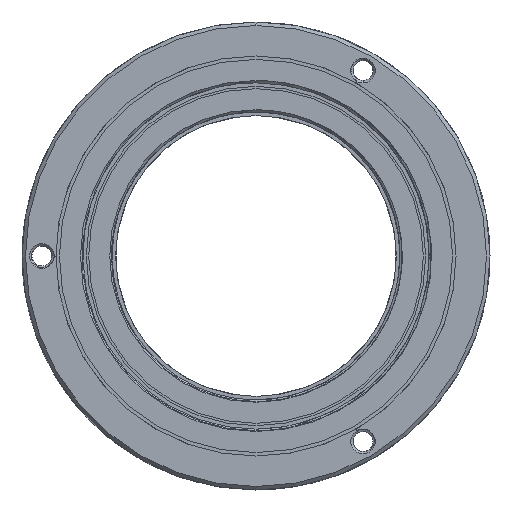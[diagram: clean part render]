
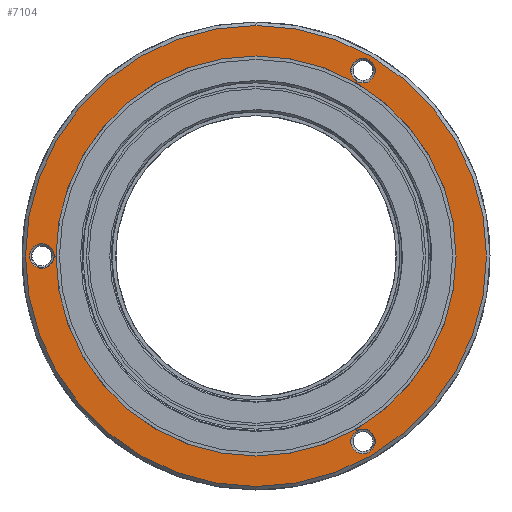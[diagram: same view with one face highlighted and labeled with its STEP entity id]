
A CAD part, left-side view. The second image highlights one B-rep face of the part: STEP entity #7104.
In plain terms, the highlighted planar face has unit normal (-1, 0, 0).
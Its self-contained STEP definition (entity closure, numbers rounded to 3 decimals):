
#41 = CARTESIAN_POINT ( 'NONE',  ( 9., 0., 19.7 ) ) ;
#1246 = DIRECTION ( 'NONE',  ( 0., 0., -1. ) ) ;
#2105 = CARTESIAN_POINT ( 'NONE',  ( 9., 18.3, 1.05 ) ) ;
#2185 = CIRCLE ( 'NONE', #20218, 17.1 ) ;
#2521 = CARTESIAN_POINT ( 'NONE',  ( 9., -9.15, -14.798 ) ) ;
#3880 = AXIS2_PLACEMENT_3D ( 'NONE', #14720, #24835, #21148 ) ;
#3978 = CIRCLE ( 'NONE', #29451, 1.05 ) ;
#4116 = CARTESIAN_POINT ( 'NONE',  ( 9., -9.15, 16.898 ) ) ;
#4560 = CARTESIAN_POINT ( 'NONE',  ( 9., 20., 0. ) ) ;
#4830 = ORIENTED_EDGE ( 'NONE', *, *, #6687, .T. ) ;
#5262 = CARTESIAN_POINT ( 'NONE',  ( 9., -9.15, -15.848 ) ) ;
#5636 = DIRECTION ( 'NONE',  ( 0., 0., -1. ) ) ;
#5857 = EDGE_CURVE ( 'NONE', #26615, #30538, #19704, .T. ) ;
#6494 = EDGE_CURVE ( 'NONE', #19442, #14729, #11213, .T. ) ;
#6687 = EDGE_CURVE ( 'NONE', #30538, #26615, #21329, .T. ) ;
#6742 = CARTESIAN_POINT ( 'NONE',  ( 9., -9.15, 15.848 ) ) ;
#6947 = CIRCLE ( 'NONE', #13840, 19.7 ) ;
#7104 = ADVANCED_FACE ( 'NONE', ( #22803, #17672, #30638, #30135, #9851 ), #27959, .F. ) ;
#7502 = DIRECTION ( 'NONE',  ( 0., 0., 1. ) ) ;
#7874 = DIRECTION ( 'NONE',  ( 1., 0., 0. ) ) ;
#7995 = EDGE_CURVE ( 'NONE', #16467, #27610, #27343, .T. ) ;
#8047 = EDGE_LOOP ( 'NONE', ( #11384, #20645 ) ) ;
#8212 = EDGE_LOOP ( 'NONE', ( #13311, #20978 ) ) ;
#8355 = EDGE_CURVE ( 'NONE', #28205, #11239, #15202, .T. ) ;
#8389 = DIRECTION ( 'NONE',  ( 0., 0., -1. ) ) ;
#8468 = CARTESIAN_POINT ( 'NONE',  ( 9., 0., 0. ) ) ;
#9481 = EDGE_LOOP ( 'NONE', ( #20196, #31183 ) ) ;
#9503 = CARTESIAN_POINT ( 'NONE',  ( 9., 0., -19.7 ) ) ;
#9543 = CARTESIAN_POINT ( 'NONE',  ( 9., 0., -17.1 ) ) ;
#9851 = FACE_BOUND ( 'NONE', #23971, .T. ) ;
#11213 = CIRCLE ( 'NONE', #18663, 17.1 ) ;
#11239 = VERTEX_POINT ( 'NONE', #41 ) ;
#11384 = ORIENTED_EDGE ( 'NONE', *, *, #8355, .T. ) ;
#11533 = CARTESIAN_POINT ( 'NONE',  ( 9., 18.3, -1.05 ) ) ;
#11898 = EDGE_CURVE ( 'NONE', #16072, #18106, #24148, .T. ) ;
#12258 = AXIS2_PLACEMENT_3D ( 'NONE', #5262, #31159, #8389 ) ;
#13311 = ORIENTED_EDGE ( 'NONE', *, *, #11898, .T. ) ;
#13413 = DIRECTION ( 'NONE',  ( -1., 0., 0. ) ) ;
#13685 = DIRECTION ( 'NONE',  ( 1., 0., 0. ) ) ;
#13840 = AXIS2_PLACEMENT_3D ( 'NONE', #16449, #31229, #26554 ) ;
#13909 = CARTESIAN_POINT ( 'NONE',  ( 9., 0., 17.1 ) ) ;
#14241 = EDGE_LOOP ( 'NONE', ( #24517, #4830 ) ) ;
#14720 = CARTESIAN_POINT ( 'NONE',  ( 9., 18.3, 0. ) ) ;
#14729 = VERTEX_POINT ( 'NONE', #9543 ) ;
#15202 = CIRCLE ( 'NONE', #32154, 19.7 ) ;
#15210 = ORIENTED_EDGE ( 'NONE', *, *, #6494, .F. ) ;
#15323 = CARTESIAN_POINT ( 'NONE',  ( 9., 0., 0. ) ) ;
#15709 = AXIS2_PLACEMENT_3D ( 'NONE', #6742, #32280, #24812 ) ;
#16072 = VERTEX_POINT ( 'NONE', #2105 ) ;
#16132 = DIRECTION ( 'NONE',  ( 0., 0., -1. ) ) ;
#16449 = CARTESIAN_POINT ( 'NONE',  ( 9., 0., 0. ) ) ;
#16467 = VERTEX_POINT ( 'NONE', #4116 ) ;
#17114 = AXIS2_PLACEMENT_3D ( 'NONE', #26626, #13685, #1246 ) ;
#17281 = AXIS2_PLACEMENT_3D ( 'NONE', #19017, #21668, #31643 ) ;
#17351 = DIRECTION ( 'NONE',  ( 0., 0., -1. ) ) ;
#17672 = FACE_BOUND ( 'NONE', #9481, .T. ) ;
#17718 = CARTESIAN_POINT ( 'NONE',  ( 9., -9.15, -16.898 ) ) ;
#18106 = VERTEX_POINT ( 'NONE', #11533 ) ;
#18462 = CARTESIAN_POINT ( 'NONE',  ( 9., -9.15, 15.848 ) ) ;
#18663 = AXIS2_PLACEMENT_3D ( 'NONE', #15323, #25257, #7502 ) ;
#19017 = CARTESIAN_POINT ( 'NONE',  ( 9., 18.3, 0. ) ) ;
#19442 = VERTEX_POINT ( 'NONE', #13909 ) ;
#19704 = CIRCLE ( 'NONE', #12258, 1.05 ) ;
#19799 = CIRCLE ( 'NONE', #3880, 1.05 ) ;
#20196 = ORIENTED_EDGE ( 'NONE', *, *, #7995, .T. ) ;
#20218 = AXIS2_PLACEMENT_3D ( 'NONE', #8468, #31080, #28909 ) ;
#20645 = ORIENTED_EDGE ( 'NONE', *, *, #25477, .T. ) ;
#20978 = ORIENTED_EDGE ( 'NONE', *, *, #22073, .T. ) ;
#21148 = DIRECTION ( 'NONE',  ( 0., 0., -1. ) ) ;
#21329 = CIRCLE ( 'NONE', #17114, 1.05 ) ;
#21668 = DIRECTION ( 'NONE',  ( 1., 0., 0. ) ) ;
#22073 = EDGE_CURVE ( 'NONE', #18106, #16072, #19799, .T. ) ;
#22803 = FACE_OUTER_BOUND ( 'NONE', #8047, .T. ) ;
#23971 = EDGE_LOOP ( 'NONE', ( #15210, #24669 ) ) ;
#24148 = CIRCLE ( 'NONE', #17281, 1.05 ) ;
#24517 = ORIENTED_EDGE ( 'NONE', *, *, #5857, .T. ) ;
#24669 = ORIENTED_EDGE ( 'NONE', *, *, #25459, .F. ) ;
#24812 = DIRECTION ( 'NONE',  ( 0., 0., -1. ) ) ;
#24835 = DIRECTION ( 'NONE',  ( 1., 0., 0. ) ) ;
#25257 = DIRECTION ( 'NONE',  ( -1., 0., 0. ) ) ;
#25459 = EDGE_CURVE ( 'NONE', #14729, #19442, #2185, .T. ) ;
#25477 = EDGE_CURVE ( 'NONE', #11239, #28205, #6947, .T. ) ;
#25709 = CARTESIAN_POINT ( 'NONE',  ( 9., 0., 0. ) ) ;
#26400 = DIRECTION ( 'NONE',  ( 1., 0., 0. ) ) ;
#26554 = DIRECTION ( 'NONE',  ( 0., 0., -1. ) ) ;
#26595 = AXIS2_PLACEMENT_3D ( 'NONE', #4560, #7874, #17351 ) ;
#26615 = VERTEX_POINT ( 'NONE', #2521 ) ;
#26626 = CARTESIAN_POINT ( 'NONE',  ( 9., -9.15, -15.848 ) ) ;
#27343 = CIRCLE ( 'NONE', #15709, 1.05 ) ;
#27429 = EDGE_CURVE ( 'NONE', #27610, #16467, #3978, .T. ) ;
#27610 = VERTEX_POINT ( 'NONE', #31010 ) ;
#27959 = PLANE ( 'NONE',  #26595 ) ;
#28205 = VERTEX_POINT ( 'NONE', #9503 ) ;
#28909 = DIRECTION ( 'NONE',  ( 0., 0., 1. ) ) ;
#29451 = AXIS2_PLACEMENT_3D ( 'NONE', #18462, #26400, #16132 ) ;
#30135 = FACE_BOUND ( 'NONE', #8212, .T. ) ;
#30538 = VERTEX_POINT ( 'NONE', #17718 ) ;
#30638 = FACE_BOUND ( 'NONE', #14241, .T. ) ;
#31010 = CARTESIAN_POINT ( 'NONE',  ( 9., -9.15, 14.798 ) ) ;
#31080 = DIRECTION ( 'NONE',  ( -1., 0., 0. ) ) ;
#31159 = DIRECTION ( 'NONE',  ( 1., 0., 0. ) ) ;
#31183 = ORIENTED_EDGE ( 'NONE', *, *, #27429, .T. ) ;
#31229 = DIRECTION ( 'NONE',  ( -1., 0., 0. ) ) ;
#31643 = DIRECTION ( 'NONE',  ( 0., 0., -1. ) ) ;
#32154 = AXIS2_PLACEMENT_3D ( 'NONE', #25709, #13413, #5636 ) ;
#32280 = DIRECTION ( 'NONE',  ( 1., 0., 0. ) ) ;
